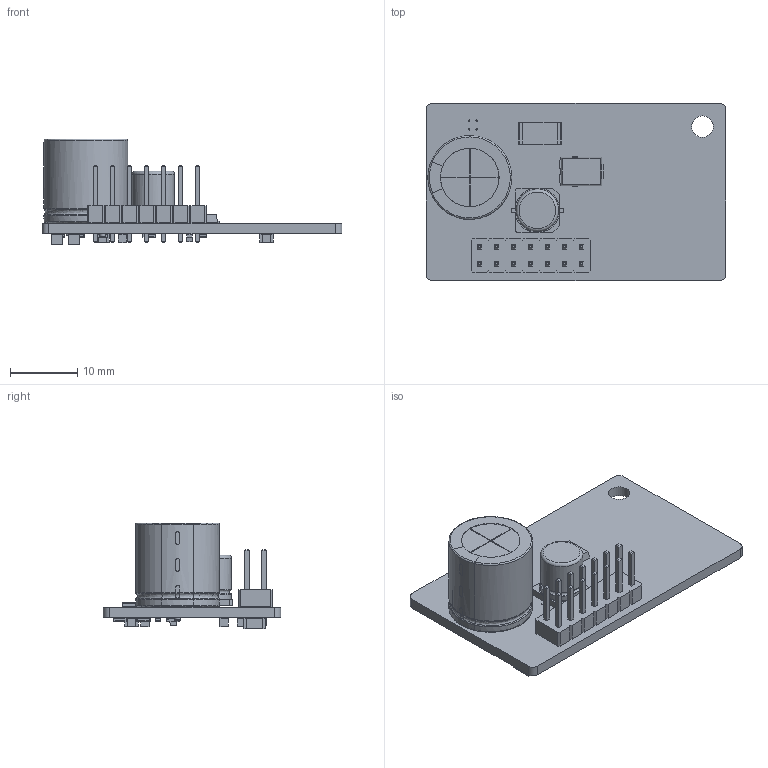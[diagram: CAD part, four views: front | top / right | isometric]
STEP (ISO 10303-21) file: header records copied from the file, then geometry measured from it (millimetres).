
FILE_DESCRIPTION(('KiCad electronic assembly'),'2;1');
FILE_NAME('DCDC2510.step','2023-11-16T17:43:07',('Pcbnew'),('Kicad'), 'Open CASCADE STEP processor 7.6','KiCad to STEP converter','Unknown' );
FILE_SCHEMA(('AUTOMOTIVE_DESIGN { 1 0 10303 214 1 1 1 1 }'));
Length unit declared in the file: millimetre
Products named in the file (22): DCDC2510 1; C_Elec_6.3x7.7; COMPOUND; TO-277A; SOLID; R_2512_6332Metric; CP_Radial_D12.5mm_P5.00mm; PinHeader_2x07_P2.54mm_Vertical; R_0805_2012Metric; R_0603_1608Metric; C_1206_3216Metric; C_0805_2012Metric; LED_0603_1608Metric; DCDC2510 PCB
Assembly tree (29 placements, depth 3):
  DCDC2510 1
    C_Elec_6.3x7.7
      COMPOUND
    TO-277A
      SOLID
    R_2512_6332Metric
      SOLID
    CP_Radial_D12.5mm_P5.00mm
      SOLID
    PinHeader_2x07_P2.54mm_Vertical
      SOLID
    R_0805_2012Metric  x4
      SOLID
    R_0603_1608Metric  x2
      SOLID
    C_1206_3216Metric  x2
      SOLID
    C_0805_2012Metric  x4
      SOLID
    LED_0603_1608Metric
      SOLID
    DCDC2510 PCB
Bounding box: 44.75 x 26.5 x 15.8 mm (x, y, z)
Volume: 3960 mm3; surface area: 4693.2 mm2
Topology: 20 solids, 21 shells, 859 faces, 2155 edges, 1384 vertices
Faces by surface type: plane 652, cylinder 187, bspline 9, revolution 7, torus 4
Full cylindrical faces by diameter (mm): 0.02 x1, 0.2 x4, 0.9 x2, 1 x14, 1.2 x2, 3.2 x1, 6.3 x2
Entity records: 46588 total; most frequent: CARTESIAN_POINT 9386, DIRECTION 6124, LINE 4238, VECTOR 4238, ORIENTED_EDGE 3190, PCURVE 3190, DEFINITIONAL_REPRESENTATION 3190, EDGE_CURVE 1595
